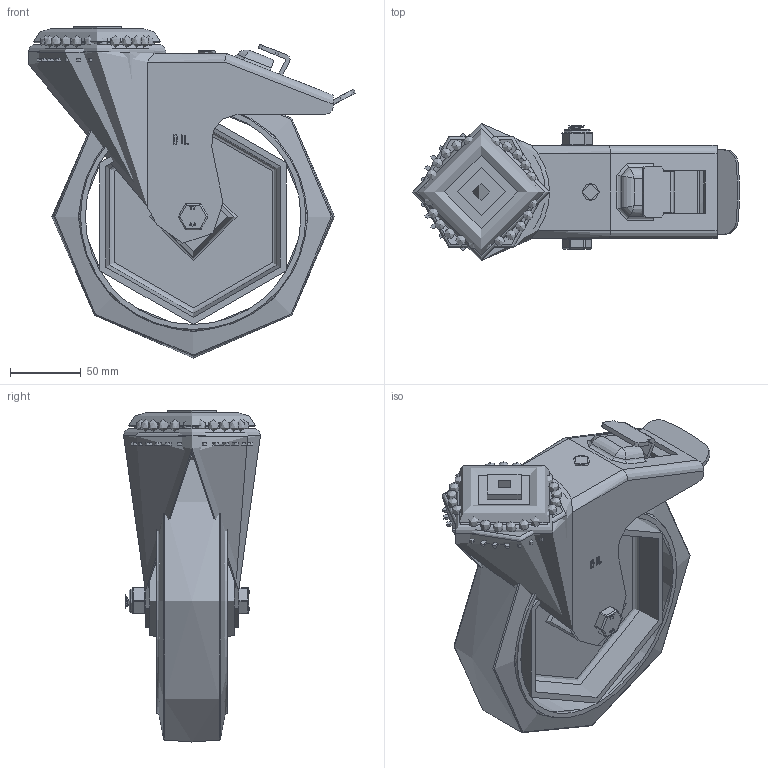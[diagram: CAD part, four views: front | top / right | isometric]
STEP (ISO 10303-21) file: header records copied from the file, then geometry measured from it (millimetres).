
FILE_DESCRIPTION(/* description */ (''),/* implementation_level */ '2;1');
FILE_NAME(/* name */ 'BZMM200SRNBBH12SWB.step',/* time_stamp */ '2024-10-22T15:35:33+01:00',/* author */ (''),/* organization */ (''),/* preprocessor_version */ 'ST-DEVELOPER v20',/* originating_system */ 'Autodesk Translation Framework v13.20.0.188',/* authorisation */ '');
FILE_SCHEMA (('AUTOMOTIVE_DESIGN { 1 0 10303 214 3 1 1 }'));
Length unit declared in the file: millimetre
Products named in the file (29): BZMM200SRNBBH12SWB; BZMM200ASBH12SWB v1; ZINC PLATED, PRESSED STEEL HEAD; ZINC PLATED, PRESSED STEEL HEAD Geometry; ZINC PLATED, PRESSED STEEL BRAKE PEDAL; ZINC PLATED, PRESSED STEEL FORKS; ZINC PLATED, PRESSED STEEL FORKS Geometry; BOLT; NYLOC THIN NUT; NUT; SEAL; BRAKE PAD; BRAKE PAD Geometry; BRAKE BOLT; BZH200WSRNRB v1; 65 SHORE A ELASTIC RUBBER; NYLON RIM; ROLLER BEARING; CAGE; Pattern; Component1; TUBEM20X60 v1; ZINC PLATED STEEL TUBE; HEXBOLTM12X80Z8.8 v2; GRADE 8.8 ZINC PLATED BOLT; NYLOCM12Z v1; NYLOC NUT; NUT (1); RUBBER
Assembly tree (35 placements, depth 5):
  BZMM200SRNBBH12SWB
    BZMM200ASBH12SWB v1
      ZINC PLATED, PRESSED STEEL HEAD
        ZINC PLATED, PRESSED STEEL HEAD Geometry
      ZINC PLATED, PRESSED STEEL BRAKE PEDAL
      ZINC PLATED, PRESSED STEEL FORKS
        ZINC PLATED, PRESSED STEEL FORKS Geometry
        BOLT
        NYLOC THIN NUT
          NUT
          SEAL
      BRAKE PAD
        BRAKE PAD Geometry
        BRAKE BOLT
    BZH200WSRNRB v1
      65 SHORE A ELASTIC RUBBER
      NYLON RIM
      ROLLER BEARING
        CAGE
        Pattern
          Component1  x8
    TUBEM20X60 v1
      ZINC PLATED STEEL TUBE
    HEXBOLTM12X80Z8.8 v2
      GRADE 8.8 ZINC PLATED BOLT
    NYLOCM12Z v1
      NYLOC NUT
        NUT (1)
        RUBBER
Bounding box: 231.38 x 97 x 235 mm (x, y, z)
Volume: 1194611.5 mm3; surface area: 333146.1 mm2
Topology: 68 solids, 68 shells, 801 faces, 2101 edges, 1352 vertices
Faces by surface type: plane 375, cylinder 254, sphere 69, bspline 63, torus 27, cone 13
Full cylindrical faces by diameter (mm): 5 x8, 6 x5, 7 x2, 9.5 x1, 9.836 x18, 10 x2, 11.834 x18, 12 x4, 12.2 x1, 12.3 x2, 12.5 x1, 14 x2, 18 x1, 18.5 x1, 19.9 x1, 20 x1, 24 x1, 30 x1, 30.2 x1, 34 x1, 39 x1, 51 x1, 58 x1, 78 x1, 91 x1, 97 x1, 152.5 x2
Entity records: 33848 total; most frequent: CARTESIAN_POINT 13942, DIRECTION 4001, ORIENTED_EDGE 3976, EDGE_CURVE 1988, AXIS2_PLACEMENT_3D 1457, VERTEX_POINT 1338, LINE 1087, VECTOR 1087
